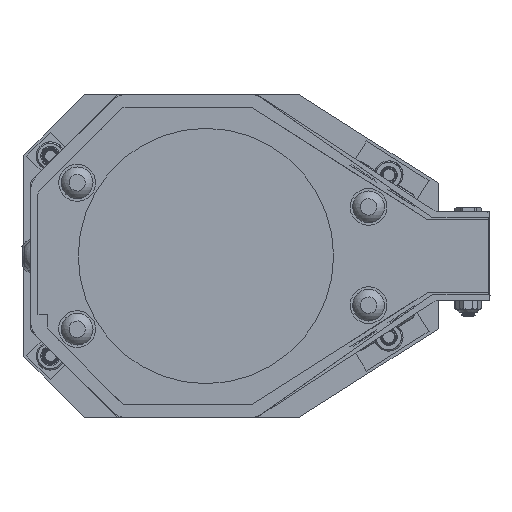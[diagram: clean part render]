
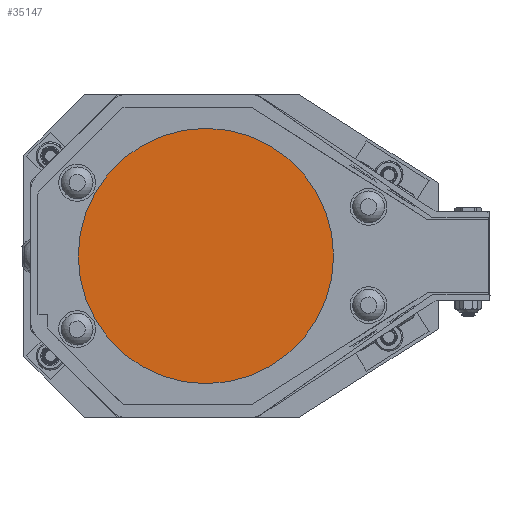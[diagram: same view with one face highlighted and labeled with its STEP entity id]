
A CAD part, left-side view. The second image highlights one B-rep face of the part: STEP entity #35147.
In plain terms, the highlighted planar face has unit normal (-1, 0, 0).
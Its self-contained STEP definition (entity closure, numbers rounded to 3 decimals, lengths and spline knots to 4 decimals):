
#6170=FACE_OUTER_BOUND('',#9181,.T.);
#9181=EDGE_LOOP('',(#30229));
#10872=CIRCLE('',#38885,1.5);
#16354=VERTEX_POINT('',#131888);
#21015=EDGE_CURVE('',#16354,#16354,#10872,.T.);
#30229=ORIENTED_EDGE('',*,*,#21015,.T.);
#31725=PLANE('',#38938);
#35147=ADVANCED_FACE('',(#6170),#31725,.T.);
#38885=AXIS2_PLACEMENT_3D('',#131889,#47534,#47535);
#38938=AXIS2_PLACEMENT_3D('',#131968,#47640,#47641);
#47534=DIRECTION('center_axis',(-1.,0.,0.));
#47535=DIRECTION('ref_axis',(0.,0.,-1.));
#47640=DIRECTION('center_axis',(-1.,0.,0.));
#47641=DIRECTION('ref_axis',(0.,0.,1.));
#131888=CARTESIAN_POINT('',(-63.188,0.0015,1.4997));
#131889=CARTESIAN_POINT('Origin',(-63.188,0.0017,
-0.0003));
#131968=CARTESIAN_POINT('Origin',(-63.188,0.0017,
-0.0003));
